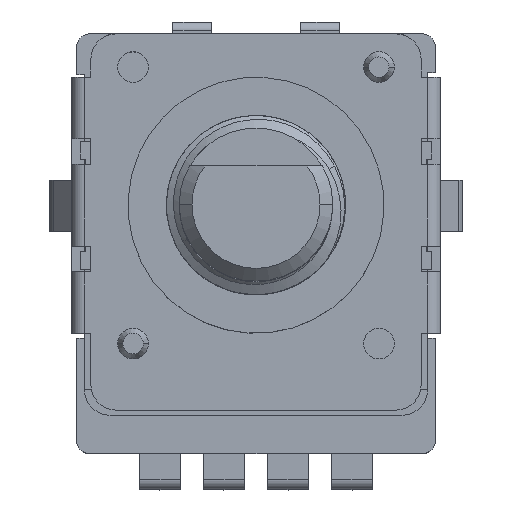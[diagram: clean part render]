
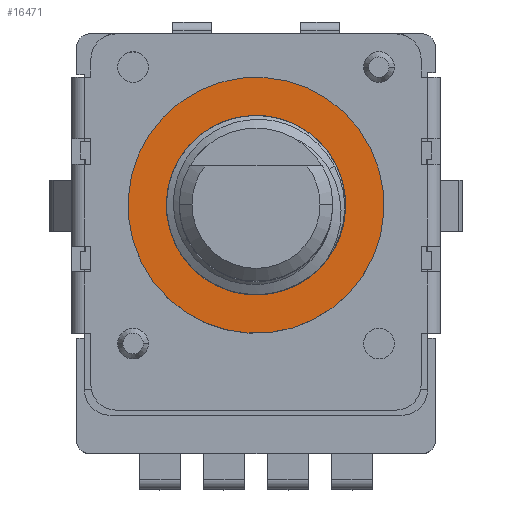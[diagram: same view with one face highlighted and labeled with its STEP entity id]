
A CAD part, top view. The second image highlights one B-rep face of the part: STEP entity #16471.
In plain terms, the highlighted face is planar.
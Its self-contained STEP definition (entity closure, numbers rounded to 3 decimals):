
#3927 = CIRCLE ( 'NONE', #3929, 5. ) ;
#3929 = AXIS2_PLACEMENT_3D ( 'NONE', #3977, #3976, #3975 ) ;
#3932 = CARTESIAN_POINT ( 'NONE',  ( -5., 0., 0. ) ) ;
#3934 = CARTESIAN_POINT ( 'NONE',  ( 5., 0., 0. ) ) ;
#3975 = DIRECTION ( 'NONE',  ( 1., 0., 0. ) ) ;
#3976 = DIRECTION ( 'NONE',  ( 0., 0., 1. ) ) ;
#3977 = CARTESIAN_POINT ( 'NONE',  ( 0., 0., 0. ) ) ;
#4092 = CARTESIAN_POINT ( 'NONE',  ( -3.5, 0., 0. ) ) ;
#4241 = DIRECTION ( 'NONE',  ( 1., 0., 0. ) ) ;
#4242 = DIRECTION ( 'NONE',  ( 0., 0., -1. ) ) ;
#4244 = AXIS2_PLACEMENT_3D ( 'NONE', #4261, #4242, #4241 ) ;
#4246 = CIRCLE ( 'NONE', #4244, 3.5 ) ;
#4260 = CARTESIAN_POINT ( 'NONE',  ( 3.5, 0., 0. ) ) ;
#4261 = CARTESIAN_POINT ( 'NONE',  ( 0., 0., 0. ) ) ;
#4437 = DIRECTION ( 'NONE',  ( 1., 0., 0. ) ) ;
#4438 = DIRECTION ( 'NONE',  ( 0., 0., -1. ) ) ;
#4440 = CARTESIAN_POINT ( 'NONE',  ( 0., 0., 0. ) ) ;
#4441 = AXIS2_PLACEMENT_3D ( 'NONE', #4440, #4438, #4437 ) ;
#4442 = CIRCLE ( 'NONE', #4441, 3.5 ) ;
#4581 = PLANE ( 'NONE',  #4669 ) ;
#4607 = FACE_BOUND ( 'NONE', #16335, .T. ) ;
#4656 = DIRECTION ( 'NONE',  ( 1., 0., 0. ) ) ;
#4657 = DIRECTION ( 'NONE',  ( 0., 0., 1. ) ) ;
#4663 = FACE_OUTER_BOUND ( 'NONE', #16470, .T. ) ;
#4664 = DIRECTION ( 'NONE',  ( 1., 0., 0. ) ) ;
#4665 = DIRECTION ( 'NONE',  ( 0., 0., 1. ) ) ;
#4666 = AXIS2_PLACEMENT_3D ( 'NONE', #4677, #4665, #4664 ) ;
#4669 = AXIS2_PLACEMENT_3D ( 'NONE', #4678, #4657, #4656 ) ;
#4677 = CARTESIAN_POINT ( 'NONE',  ( 0., 0., 0. ) ) ;
#4678 = CARTESIAN_POINT ( 'NONE',  ( 0., 0., 0. ) ) ;
#4680 = CIRCLE ( 'NONE', #4666, 5. ) ;
#16212 = VERTEX_POINT ( 'NONE', #3934 ) ;
#16213 = VERTEX_POINT ( 'NONE', #3932 ) ;
#16214 = EDGE_CURVE ( 'NONE', #16212, #16213, #3927, .T. ) ;
#16268 = VERTEX_POINT ( 'NONE', #4092 ) ;
#16311 = VERTEX_POINT ( 'NONE', #4260 ) ;
#16312 = EDGE_CURVE ( 'NONE', #16268, #16311, #4246, .T. ) ;
#16331 = ORIENTED_EDGE ( 'NONE', *, *, #16214, .F. ) ;
#16335 = EDGE_LOOP ( 'NONE', ( #16454, #16455 ) ) ;
#16369 = EDGE_CURVE ( 'NONE', #16311, #16268, #4442, .T. ) ;
#16404 = ORIENTED_EDGE ( 'NONE', *, *, #16469, .F. ) ;
#16454 = ORIENTED_EDGE ( 'NONE', *, *, #16369, .F. ) ;
#16455 = ORIENTED_EDGE ( 'NONE', *, *, #16312, .F. ) ;
#16469 = EDGE_CURVE ( 'NONE', #16213, #16212, #4680, .T. ) ;
#16470 = EDGE_LOOP ( 'NONE', ( #16404, #16331 ) ) ;
#16471 = ADVANCED_FACE ( 'NONE', ( #4663, #4607 ), #4581, .F. ) ;
